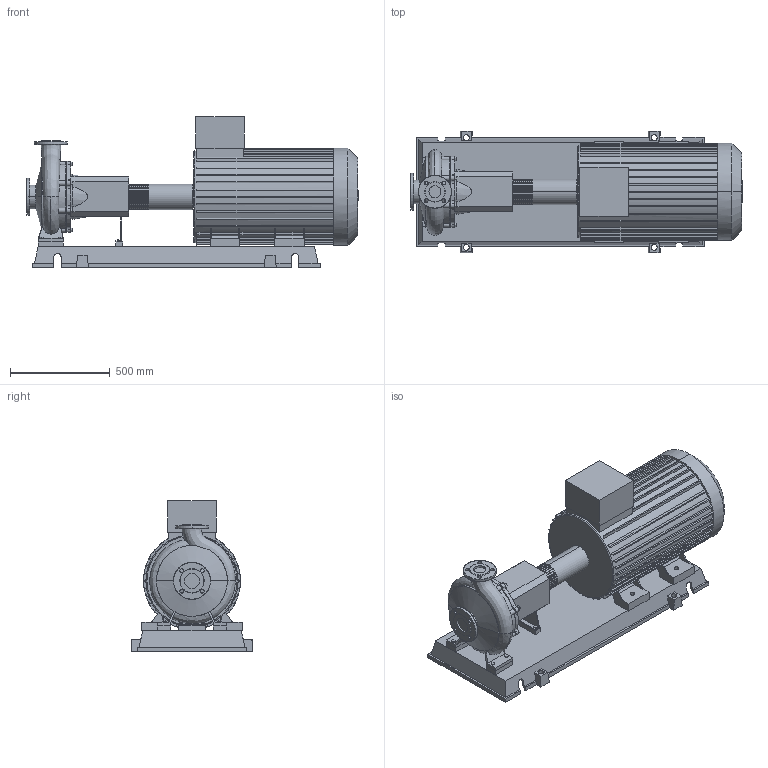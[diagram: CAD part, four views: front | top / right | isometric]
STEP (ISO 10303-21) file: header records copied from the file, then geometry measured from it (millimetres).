
FILE_DESCRIPTION((''),'2;1');
FILE_NAME('3d_NL50_315-55-2-12-4109131.stp','2015-03-03T07:13:00',(''),(''),'Mechanical Desktop 2009','Mechanical Desktop 2009',', , ');
FILE_SCHEMA(('CONFIG_CONTROL_DESIGN'));
Length unit declared in the file: millimetre
Products named in the file (1): Product
Bounding box: 1662 x 610 x 755 mm (x, y, z)
Volume: 200816973.1 mm3; surface area: 6163060.4 mm2
Topology: 14 solids, 14 shells, 874 faces, 2280 edges, 1501 vertices
Faces by surface type: plane 456, cylinder 206, bspline 196, cone 10, torus 6
Entity records: 31502 total; most frequent: CARTESIAN_POINT 10043, ORIENTED_EDGE 4562, DIRECTION 4239, EDGE_CURVE 2281, VERTEX_POINT 1499, VECTOR 1439, LINE 1439, AXIS2_PLACEMENT_3D 1400
